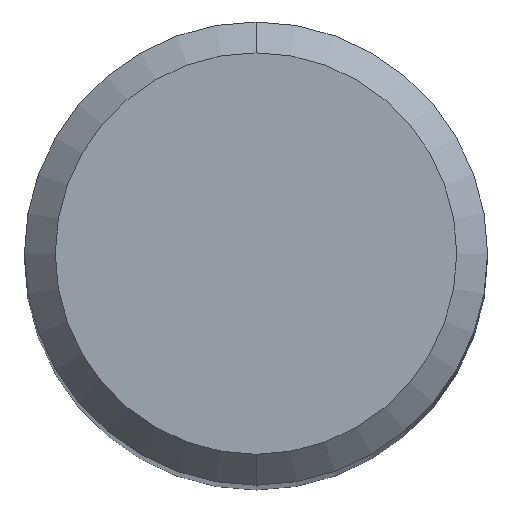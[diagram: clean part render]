
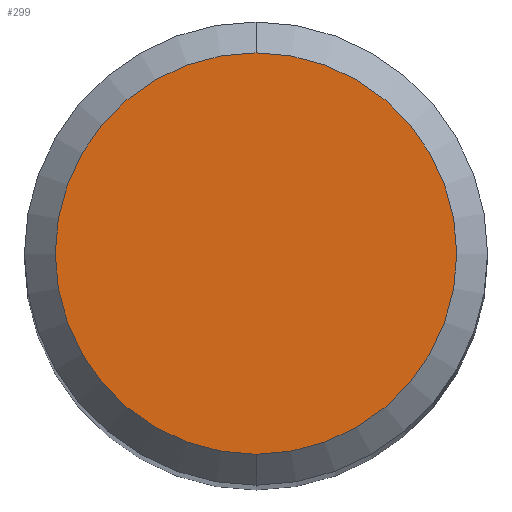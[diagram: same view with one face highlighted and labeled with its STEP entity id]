
A CAD part, top view. The second image highlights one B-rep face of the part: STEP entity #299.
In plain terms, the highlighted planar face has unit normal (0, 0, 1).
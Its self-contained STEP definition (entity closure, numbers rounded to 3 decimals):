
#195=EDGE_CURVE('',#365,#451,#503,.T.);
#299=ADVANCED_FACE('',(#615),#616,.T.);
#365=VERTEX_POINT('',#691);
#383=EDGE_CURVE('',#451,#365,#711,.T.);
#451=VERTEX_POINT('',#787);
#503=CIRCLE('',#838,2.6);
#615=FACE_OUTER_BOUND('',#1053,.T.);
#616=PLANE('',#1054);
#691=CARTESIAN_POINT('',(0.0,2.6,0.0));
#711=CIRCLE('',#1208,2.6);
#787=CARTESIAN_POINT('',(0.,-2.6,0.0));
#838=AXIS2_PLACEMENT_3D('',#1458,#1459,#1460);
#1053=EDGE_LOOP('',(#1569,#1570));
#1054=AXIS2_PLACEMENT_3D('',#1571,#1572,#1573);
#1208=AXIS2_PLACEMENT_3D('',#1702,#1703,#1704);
#1458=CARTESIAN_POINT('',(0.0,0.0,0.0));
#1459=DIRECTION('',(0.0,0.0,-1.0));
#1460=DIRECTION('',(0.0,1.0,0.0));
#1569=ORIENTED_EDGE('',*,*,#195,.F.);
#1570=ORIENTED_EDGE('',*,*,#383,.F.);
#1571=CARTESIAN_POINT('',(0.0,1.3,0.0));
#1572=DIRECTION('',(-0.0,0.0,1.0));
#1573=DIRECTION('',(0.0,-1.0,0.0));
#1702=CARTESIAN_POINT('',(0.0,0.0,0.0));
#1703=DIRECTION('',(0.0,0.0,-1.0));
#1704=DIRECTION('',(0.0,1.0,0.0));
